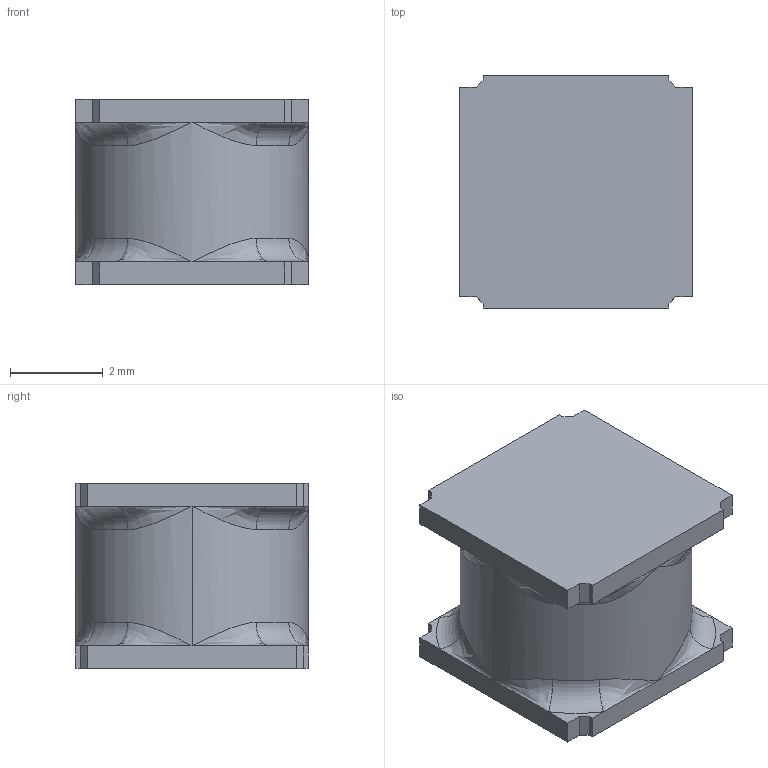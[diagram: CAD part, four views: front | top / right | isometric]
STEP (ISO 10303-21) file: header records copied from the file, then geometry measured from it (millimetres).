
FILE_DESCRIPTION (( 'STEP AP214' ), '1' );
FILE_NAME ('ADBB388F-44A7-4D1C-8BC0-835D952AF6CF.STEP', '2024-07-23T15:50:43', ( '' ), ( '' ), 'SwSTEP 2.0', 'SolidWorks 2022', '' );
FILE_SCHEMA (( 'AUTOMOTIVE_DESIGN' ));
Length unit declared in the file: millimetre
Products named in the file (1): ADBB388F-44A7-4D1C-8BC0-835D952AF6CF
Bounding box: 5 x 5 x 4 mm (x, y, z)
Volume: 84.2 mm3; surface area: 121.9 mm2
Topology: 1 solids, 1 shells, 76 faces, 206 edges, 116 vertices
Faces by surface type: plane 50, bspline 16, torus 8, cylinder 2
Entity records: 3020 total; most frequent: CARTESIAN_POINT 1167, ORIENTED_EDGE 380, DIRECTION 328, EDGE_CURVE 190, LINE 142, VECTOR 142, VERTEX_POINT 116, AXIS2_PLACEMENT_3D 93
